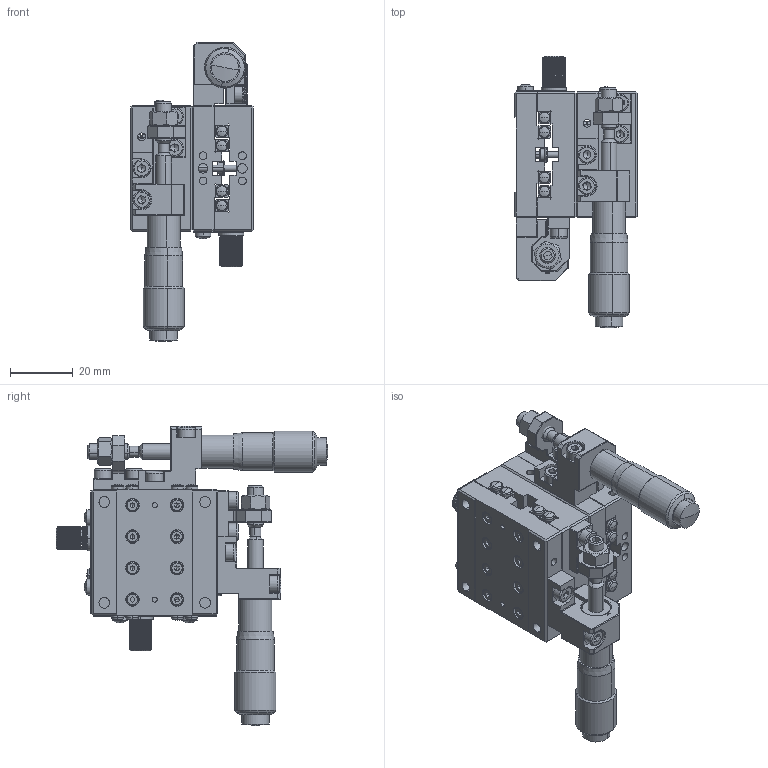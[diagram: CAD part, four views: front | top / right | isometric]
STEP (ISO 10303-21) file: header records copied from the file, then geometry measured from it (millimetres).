
FILE_DESCRIPTION (( 'STEP AP203' ), '1' );
FILE_NAME ('NFP2461LL.step', '2019-05-08T07:18:51', ( '' ), ( '' ), 'SwSTEP 2.0', 'SolidWorks 2017', '' );
FILE_SCHEMA (( 'CONFIG_CONTROL_DESIGN' ));
Length unit declared in the file: millimetre
Products named in the file (1): NFP2461LL
Bounding box: 39 x 86.3 x 95 mm (x, y, z)
Surface area: 35789 mm2 (no closed solid volume)
Topology: 0 solids, 88 shells, 1565 faces, 5823 edges, 4048 vertices
Faces by surface type: plane 755, cylinder 521, cone 120, torus 85, bspline 64, sphere 20
Entity records: 63218 total; most frequent: CARTESIAN_POINT 16200, DIRECTION 9491, ORIENTED_EDGE 8953, EDGE_CURVE 5741, VERTEX_POINT 4048, AXIS2_PLACEMENT_3D 3201, LINE 3089, VECTOR 3089
